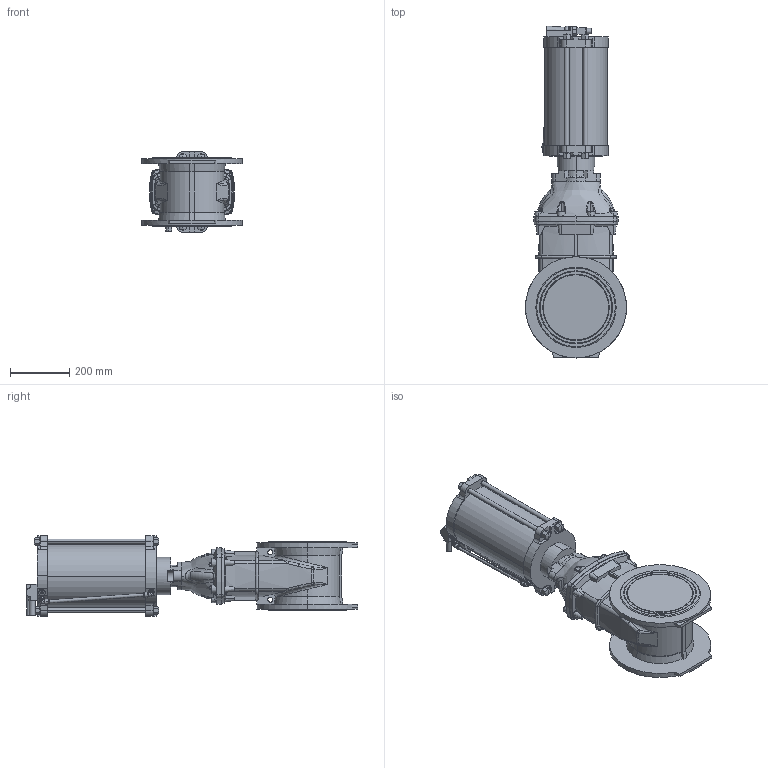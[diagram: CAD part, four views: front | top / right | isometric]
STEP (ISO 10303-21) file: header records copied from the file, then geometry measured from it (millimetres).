
FILE_DESCRIPTION (( 'STEP AP203' ), '1' );
FILE_NAME ('7152003003009 Outline drawing.STEP', '2014-06-24T08:12:54', ( '' ), ( '' ), 'SwSTEP 2.0', 'SolidWorks 2012', '' );
FILE_SCHEMA (( 'CONFIG_CONTROL_DESIGN' ));
Length unit declared in the file: millimetre
Products named in the file (1): 7152003003009 Outline drawing
Bounding box: 340 x 1116 x 271 mm (x, y, z)
Volume: 36745174.1 mm3; surface area: 1298730.4 mm2
Topology: 1 solids, 1 shells, 782 faces, 2047 edges, 1287 vertices
Faces by surface type: plane 292, cone 214, cylinder 184, bspline 46, torus 28, sphere 18
Entity records: 35496 total; most frequent: CARTESIAN_POINT 16813, ORIENTED_EDGE 4058, DIRECTION 3778, EDGE_CURVE 2029, AXIS2_PLACEMENT_3D 1483, VERTEX_POINT 1285, EDGE_LOOP 834, LINE 812
